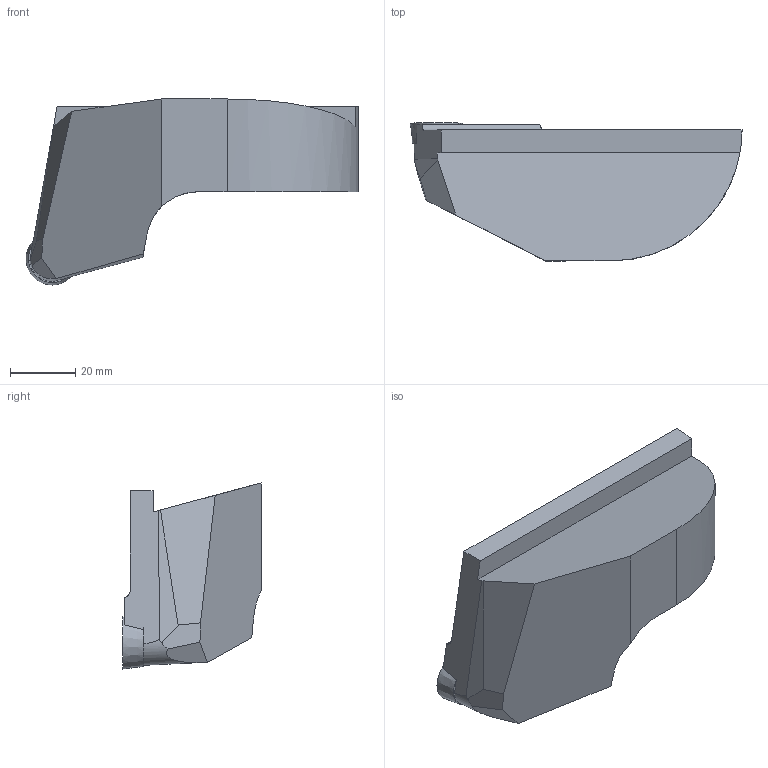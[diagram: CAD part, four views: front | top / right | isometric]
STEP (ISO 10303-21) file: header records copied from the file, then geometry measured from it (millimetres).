
FILE_DESCRIPTION(/* description */ (''),/* implementation_level */ '2;1');
FILE_NAME(/* name */ '1560777412920.stp',/* time_stamp */ '2019-06-17T15:16:56+02:00',/* author */ (''),/* organization */ ('SMS'),/* preprocessor_version */ 'ST-DEVELOPER v15',/* originating_system */ 'SIEMENS PLM Software NX 8.5',/* authorisation */ '');
FILE_SCHEMA (('AUTOMOTIVE_DESIGN { 1 0 10303 214 3 1 1 1 }'));
Length unit declared in the file: millimetre
Products named in the file (4): 202353480mod000_00; 202353701mod000_00; ASSEMBLY_CONSTRUCTION; 111151295mod000_01
Assembly tree (3 placements, depth 2):
  111151295mod000_01
    ASSEMBLY_CONSTRUCTION
    202353701mod000_00
    202353480mod000_00
Bounding box: 101.46 x 42.2 x 56.84 mm (x, y, z)
Volume: 99901.8 mm3; surface area: 16833 mm2
Topology: 2 solids, 2 shells, 35 faces, 86 edges, 62 vertices
Faces by surface type: plane 21, cylinder 6, cone 4, torus 4
Full cylindrical faces by diameter (mm): 5.5 x2
Entity records: 1177 total; most frequent: CARTESIAN_POINT 204, DIRECTION 189, ORIENTED_EDGE 150, EDGE_CURVE 75, AXIS2_PLACEMENT_3D 73, VERTEX_POINT 54, EDGE_LOOP 47, LINE 43
